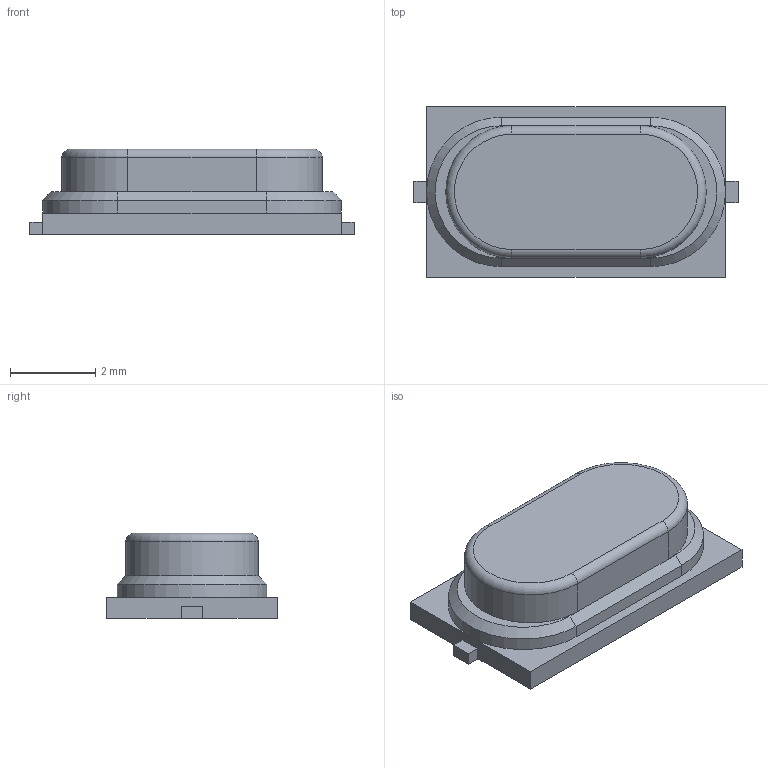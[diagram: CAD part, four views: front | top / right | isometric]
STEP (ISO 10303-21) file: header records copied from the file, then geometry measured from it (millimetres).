
FILE_DESCRIPTION(/* description */ ('Designed by EasyEDA Pro'),/* implementation_level */ '2;1');
FILE_NAME(/* name */ 'HC-49S-SMD-2P.step',/* time_stamp */ '2025-04-06T14:57:01+08:00',/* author */ (''),/* organization */ (''),/* preprocessor_version */ 'ST-DEVELOPER v20.1',/* originating_system */ 'Autodesk Translation Framework v14.4.0.0',/* authorisation */ '');
FILE_SCHEMA (('AUTOMOTIVE_DESIGN { 1 0 10303 214 3 1 1 }'));
Length unit declared in the file: millimetre
Products named in the file (3): fMfo-PCBModel; fMfo-Board; fMfo-U1-HC-49S_L7.0-W4.0
Assembly tree (2 placements, depth 2):
  fMfo-PCBModel
    fMfo-Board
    fMfo-U1-HC-49S_L7.0-W4.0
Bounding box: 7.6 x 4 x 2.01 mm (x, y, z)
Volume: 41.4 mm3; surface area: 89.5 mm2
Topology: 1 solids, 1 shells, 317 faces, 853 edges, 564 vertices
Faces by surface type: plane 195, bspline 112, cylinder 6, torus 2, cone 2
Entity records: 11393 total; most frequent: CARTESIAN_POINT 3561, ORIENTED_EDGE 1706, DIRECTION 1247, EDGE_CURVE 853, LINE 611, VECTOR 611, VERTEX_POINT 564, EDGE_LOOP 343
